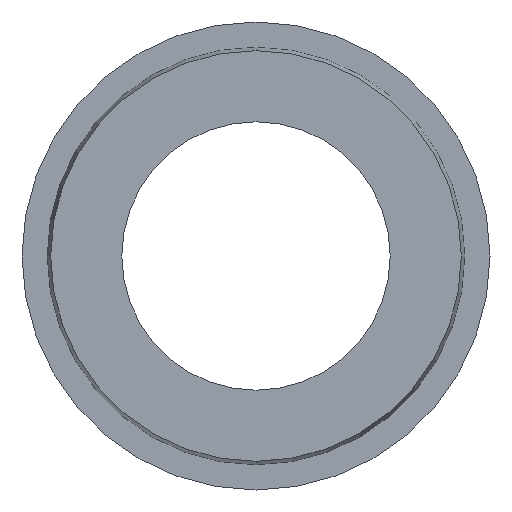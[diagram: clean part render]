
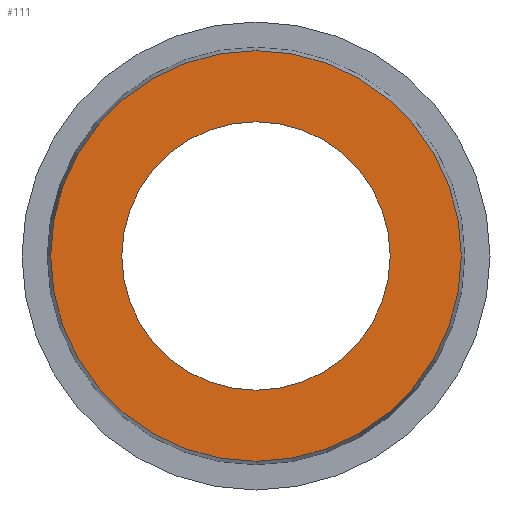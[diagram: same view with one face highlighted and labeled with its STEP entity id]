
A CAD part, front view. The second image highlights one B-rep face of the part: STEP entity #111.
In plain terms, the highlighted planar face has unit normal (0, -1, 0).
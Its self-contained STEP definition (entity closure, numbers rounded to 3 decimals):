
#13 = ORIENTED_EDGE ( 'NONE', *, *, #202, .F. ) ;
#44 = AXIS2_PLACEMENT_3D ( 'NONE', #360, #209, #354 ) ;
#48 = EDGE_CURVE ( 'NONE', #137, #226, #308, .T. ) ;
#81 = CARTESIAN_POINT ( 'NONE',  ( 0., 0., 0. ) ) ;
#83 = VERTEX_POINT ( 'NONE', #291 ) ;
#89 = VERTEX_POINT ( 'NONE', #171 ) ;
#92 = ORIENTED_EDGE ( 'NONE', *, *, #48, .T. ) ;
#97 = DIRECTION ( 'NONE',  ( 0., -1., 0. ) ) ;
#98 = PLANE ( 'NONE',  #104 ) ;
#104 = AXIS2_PLACEMENT_3D ( 'NONE', #207, #172, #352 ) ;
#107 = CIRCLE ( 'NONE', #252, 292.5 ) ;
#111 = ADVANCED_FACE ( 'NONE', ( #333, #286 ), #98, .F. ) ;
#112 = ORIENTED_EDGE ( 'NONE', *, *, #373, .T. ) ;
#119 = CIRCLE ( 'NONE', #255, 292.5 ) ;
#129 = DIRECTION ( 'NONE',  ( 0., -1., 0. ) ) ;
#137 = VERTEX_POINT ( 'NONE', #205 ) ;
#151 = EDGE_CURVE ( 'NONE', #89, #83, #107, .T. ) ;
#163 = CIRCLE ( 'NONE', #328, 447.5 ) ;
#171 = CARTESIAN_POINT ( 'NONE',  ( 0., 0., 292.5 ) ) ;
#172 = DIRECTION ( 'NONE',  ( 0., 1., 0. ) ) ;
#198 = CARTESIAN_POINT ( 'NONE',  ( 0., 0., 447.5 ) ) ;
#202 = EDGE_CURVE ( 'NONE', #83, #89, #119, .T. ) ;
#205 = CARTESIAN_POINT ( 'NONE',  ( 0., 0., -447.5 ) ) ;
#207 = CARTESIAN_POINT ( 'NONE',  ( -447.5, 0., 0. ) ) ;
#209 = DIRECTION ( 'NONE',  ( 0., -1., 0. ) ) ;
#210 = DIRECTION ( 'NONE',  ( 0., 0., -1. ) ) ;
#218 = ORIENTED_EDGE ( 'NONE', *, *, #151, .F. ) ;
#220 = EDGE_LOOP ( 'NONE', ( #112, #92 ) ) ;
#226 = VERTEX_POINT ( 'NONE', #198 ) ;
#236 = EDGE_LOOP ( 'NONE', ( #218, #13 ) ) ;
#252 = AXIS2_PLACEMENT_3D ( 'NONE', #331, #129, #271 ) ;
#255 = AXIS2_PLACEMENT_3D ( 'NONE', #81, #365, #210 ) ;
#257 = CARTESIAN_POINT ( 'NONE',  ( 0., 0., 0. ) ) ;
#271 = DIRECTION ( 'NONE',  ( 0., 0., -1. ) ) ;
#286 = FACE_OUTER_BOUND ( 'NONE', #220, .T. ) ;
#287 = DIRECTION ( 'NONE',  ( 0., 0., -1. ) ) ;
#291 = CARTESIAN_POINT ( 'NONE',  ( 0., 0., -292.5 ) ) ;
#308 = CIRCLE ( 'NONE', #44, 447.5 ) ;
#328 = AXIS2_PLACEMENT_3D ( 'NONE', #257, #97, #287 ) ;
#331 = CARTESIAN_POINT ( 'NONE',  ( 0., 0., 0. ) ) ;
#333 = FACE_BOUND ( 'NONE', #236, .T. ) ;
#352 = DIRECTION ( 'NONE',  ( 0., 0., 1. ) ) ;
#354 = DIRECTION ( 'NONE',  ( 0., 0., -1. ) ) ;
#360 = CARTESIAN_POINT ( 'NONE',  ( 0., 0., 0. ) ) ;
#365 = DIRECTION ( 'NONE',  ( 0., -1., 0. ) ) ;
#373 = EDGE_CURVE ( 'NONE', #226, #137, #163, .T. ) ;
